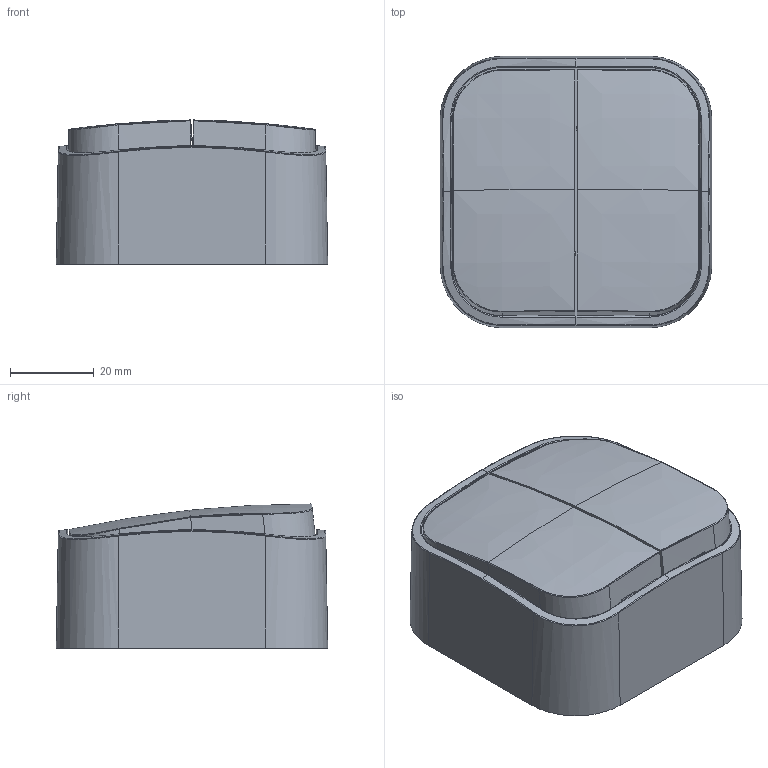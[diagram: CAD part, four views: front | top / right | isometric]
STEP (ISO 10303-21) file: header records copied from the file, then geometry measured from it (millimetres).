
FILE_DESCRIPTION (( 'STEP AP214' ), '1' );
FILE_NAME ('782202.STEP', '2025-06-17T08:18:16', ( '' ), ( '' ), 'SwSTEP 2.0', 'SolidWorks 2022', '' );
FILE_SCHEMA (( 'AUTOMOTIVE_DESIGN' ));
Length unit declared in the file: millimetre
Products named in the file (1): 782202
Bounding box: 64.8 x 64.8 x 34.39 mm (x, y, z)
Volume: 122453.2 mm3; surface area: 16458.3 mm2
Topology: 1 solids, 1 shells, 162 faces, 423 edges, 267 vertices
Faces by surface type: bspline 80, plane 66, cylinder 14, cone 2
Entity records: 13567 total; most frequent: CARTESIAN_POINT 10701, ORIENTED_EDGE 846, EDGE_CURVE 423, B_SPLINE_CURVE_WITH_KNOTS 412, VERTEX_POINT 267, DIRECTION 166, EDGE_LOOP 166, ADVANCED_FACE 162
